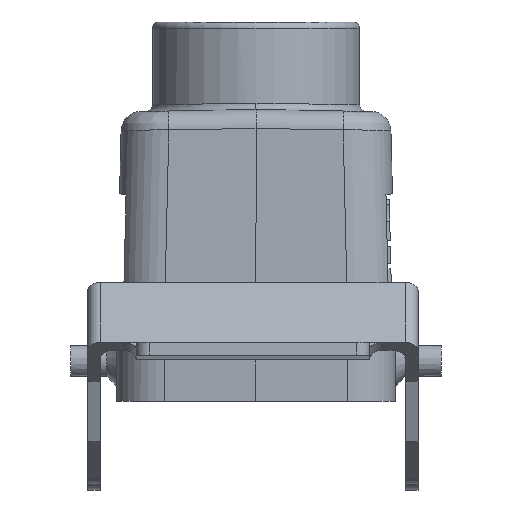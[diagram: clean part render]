
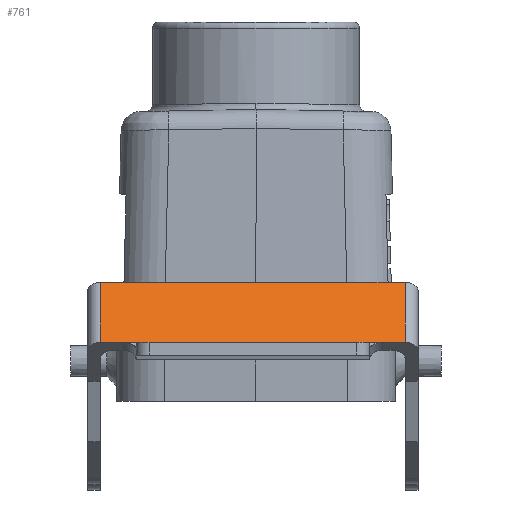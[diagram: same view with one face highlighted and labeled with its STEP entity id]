
A CAD part, left-side view. The second image highlights one B-rep face of the part: STEP entity #761.
In plain terms, the highlighted face is planar.
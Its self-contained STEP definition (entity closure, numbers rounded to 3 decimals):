
#619=CARTESIAN_POINT('',(27.125,6.684,-47.));
#620=VERTEX_POINT('',#619);
#638=CARTESIAN_POINT('',(27.125,18.684,-47.));
#639=VERTEX_POINT('',#638);
#647=CARTESIAN_POINT('',(27.125,18.684,-47.));
#648=DIRECTION('',(0.0,-1.0,0.0));
#649=VECTOR('',#648,12.);
#650=LINE('',#647,#649);
#651=EDGE_CURVE('',#639,#620,#650,.T.);
#662=CARTESIAN_POINT('',(27.125,6.684,0.0));
#663=VERTEX_POINT('',#662);
#664=CARTESIAN_POINT('',(27.125,6.684,-47.));
#665=DIRECTION('',(0.0,0.0,1.0));
#666=VECTOR('',#665,47.);
#667=LINE('',#664,#666);
#668=EDGE_CURVE('',#620,#663,#667,.T.);
#722=CARTESIAN_POINT('',(27.125,12.684,-23.5));
#723=DIRECTION('',(1.0,0.0,0.0));
#724=DIRECTION('',(0.0,0.0,-1.0));
#725=AXIS2_PLACEMENT_3D('',#722,#723,#724);
#726=PLANE('',#725);
#727=ORIENTED_EDGE('',*,*,#651,.F.);
#728=CARTESIAN_POINT('',(27.125,18.684,-43.5));
#729=VERTEX_POINT('',#728);
#730=CARTESIAN_POINT('',(27.125,18.684,-43.5));
#731=DIRECTION('',(0.0,0.0,-1.0));
#732=VECTOR('',#731,3.5);
#733=LINE('',#730,#732);
#734=EDGE_CURVE('',#729,#639,#733,.T.);
#735=ORIENTED_EDGE('',*,*,#734,.F.);
#736=CARTESIAN_POINT('',(27.125,18.684,-3.5));
#737=VERTEX_POINT('',#736);
#738=CARTESIAN_POINT('',(27.125,18.684,-3.5));
#739=DIRECTION('',(0.0,0.0,-1.0));
#740=VECTOR('',#739,40.);
#741=LINE('',#738,#740);
#742=EDGE_CURVE('',#737,#729,#741,.T.);
#743=ORIENTED_EDGE('',*,*,#742,.F.);
#744=CARTESIAN_POINT('',(27.125,18.684,0.0));
#745=VERTEX_POINT('',#744);
#746=CARTESIAN_POINT('',(27.125,18.684,0.0));
#747=DIRECTION('',(0.0,0.0,-1.0));
#748=VECTOR('',#747,3.5);
#749=LINE('',#746,#748);
#750=EDGE_CURVE('',#745,#737,#749,.T.);
#751=ORIENTED_EDGE('',*,*,#750,.F.);
#752=CARTESIAN_POINT('',(27.125,6.684,0.0));
#753=DIRECTION('',(0.0,1.0,0.0));
#754=VECTOR('',#753,12.);
#755=LINE('',#752,#754);
#756=EDGE_CURVE('',#663,#745,#755,.T.);
#757=ORIENTED_EDGE('',*,*,#756,.F.);
#758=ORIENTED_EDGE('',*,*,#668,.F.);
#759=EDGE_LOOP('',(#727,#735,#743,#751,#757,#758));
#760=FACE_OUTER_BOUND('',#759,.T.);
#761=ADVANCED_FACE('',(#760),#726,.T.);
